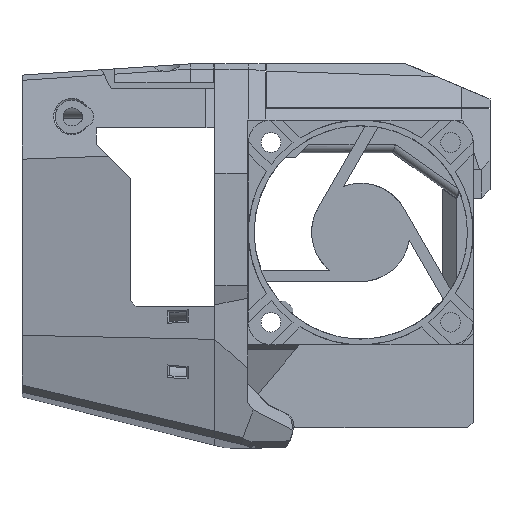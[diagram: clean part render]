
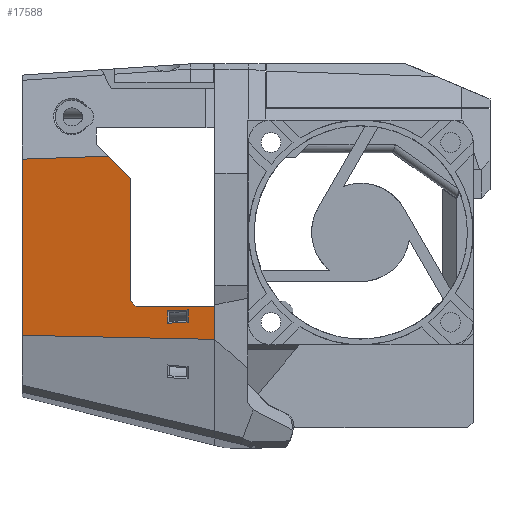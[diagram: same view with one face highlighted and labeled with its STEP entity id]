
A CAD part, left-side view. The second image highlights one B-rep face of the part: STEP entity #17588.
In plain terms, the highlighted planar face has unit normal (-0.984, 0.18, 0).
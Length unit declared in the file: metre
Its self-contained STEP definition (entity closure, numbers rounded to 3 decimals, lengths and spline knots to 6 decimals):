
#1390=LINE('',#28700,#3034);
#1401=LINE('',#28732,#3045);
#1402=LINE('',#28740,#3046);
#1403=LINE('',#28746,#3047);
#1404=LINE('',#28749,#3048);
#1405=LINE('',#28750,#3049);
#1406=LINE('',#28752,#3050);
#1407=LINE('',#28754,#3051);
#1408=LINE('',#28756,#3052);
#1409=LINE('',#28758,#3053);
#3034=VECTOR('',#22081,1.);
#3045=VECTOR('',#22096,1.);
#3046=VECTOR('',#22097,1.);
#3047=VECTOR('',#22098,1.);
#3048=VECTOR('',#22099,1.);
#3049=VECTOR('',#22100,1.);
#3050=VECTOR('',#22101,1.);
#3051=VECTOR('',#22102,1.);
#3052=VECTOR('',#22103,1.);
#3053=VECTOR('',#22104,1.);
#4096=PLANE('',#18937);
#4594=B_SPLINE_CURVE_WITH_KNOTS('',3,(#28735,#28736,#28737,#28738),
 .UNSPECIFIED.,.F.,.F.,(4,4),(0.,1.),.UNSPECIFIED.);
#4595=B_SPLINE_CURVE_WITH_KNOTS('',3,(#28742,#28743,#28744,#28745),
 .UNSPECIFIED.,.F.,.F.,(4,4),(0.,1.),.UNSPECIFIED.);
#7607=ORIENTED_EDGE('',*,*,#11410,.T.);
#7608=ORIENTED_EDGE('',*,*,#11411,.T.);
#7609=ORIENTED_EDGE('',*,*,#11412,.T.);
#7610=ORIENTED_EDGE('',*,*,#11413,.T.);
#7611=ORIENTED_EDGE('',*,*,#11414,.T.);
#7612=ORIENTED_EDGE('',*,*,#11415,.F.);
#7613=ORIENTED_EDGE('',*,*,#11397,.F.);
#7614=ORIENTED_EDGE('',*,*,#11416,.F.);
#7615=ORIENTED_EDGE('',*,*,#11417,.F.);
#7616=ORIENTED_EDGE('',*,*,#11418,.F.);
#7617=ORIENTED_EDGE('',*,*,#11419,.F.);
#7618=ORIENTED_EDGE('',*,*,#11420,.F.);
#11397=EDGE_CURVE('',#13520,#13521,#1390,.F.);
#11410=EDGE_CURVE('',#13532,#13533,#1401,.T.);
#11411=EDGE_CURVE('',#13533,#13534,#4594,.T.);
#11412=EDGE_CURVE('',#13534,#13535,#1402,.T.);
#11413=EDGE_CURVE('',#13535,#13532,#4595,.T.);
#11414=EDGE_CURVE('',#13536,#13537,#1403,.T.);
#11415=EDGE_CURVE('',#13521,#13537,#1404,.T.);
#11416=EDGE_CURVE('',#13538,#13520,#1405,.F.);
#11417=EDGE_CURVE('',#13539,#13538,#1406,.T.);
#11418=EDGE_CURVE('',#13540,#13539,#1407,.T.);
#11419=EDGE_CURVE('',#13541,#13540,#1408,.T.);
#11420=EDGE_CURVE('',#13536,#13541,#1409,.T.);
#13520=VERTEX_POINT('',#28699);
#13521=VERTEX_POINT('',#28701);
#13532=VERTEX_POINT('',#28733);
#13533=VERTEX_POINT('',#28734);
#13534=VERTEX_POINT('',#28739);
#13535=VERTEX_POINT('',#28741);
#13536=VERTEX_POINT('',#28747);
#13537=VERTEX_POINT('',#28748);
#13538=VERTEX_POINT('',#28751);
#13539=VERTEX_POINT('',#28753);
#13540=VERTEX_POINT('',#28755);
#13541=VERTEX_POINT('',#28757);
#15307=EDGE_LOOP('',(#7607,#7608,#7609,#7610));
#15308=EDGE_LOOP('',(#7611,#7612,#7613,#7614,#7615,#7616,#7617,#7618));
#16491=FACE_BOUND('',#15307,.T.);
#16492=FACE_BOUND('',#15308,.T.);
#17588=ADVANCED_FACE('',(#16491,#16492),#4096,.T.);
#18937=AXIS2_PLACEMENT_3D('',#28731,#22094,#22095);
#22081=DIRECTION('',(-0.18,-0.983,-0.021));
#22094=DIRECTION('',(-0.984,0.18,0.));
#22095=DIRECTION('',(0.,0.,1.));
#22096=DIRECTION('',(0.,0.,-1.));
#22097=DIRECTION('',(0.,0.,1.));
#22098=DIRECTION('',(0.18,0.983,-0.033));
#22099=DIRECTION('',(0.,0.,1.));
#22100=DIRECTION('',(0.,0.,1.));
#22101=DIRECTION('',(-0.18,-0.984,0.));
#22102=DIRECTION('',(-0.129,-0.701,-0.701));
#22103=DIRECTION('',(0.,0.,-1.));
#22104=DIRECTION('',(-0.129,-0.701,-0.701));
#28699=CARTESIAN_POINT('',(-0.021383,-0.033,-0.019538));
#28700=CARTESIAN_POINT('',(-0.021259,-0.032326,-0.019524));
#28701=CARTESIAN_POINT('',(-0.015096,0.001298,-0.018819));
#28731=CARTESIAN_POINT('',(-0.021383,-0.032999,0.01365));
#28732=CARTESIAN_POINT('',(-0.020513,-0.028253,0.01365));
#28733=CARTESIAN_POINT('',(-0.020513,-0.028253,-0.014303));
#28734=CARTESIAN_POINT('',(-0.020513,-0.028253,-0.01646));
#28735=CARTESIAN_POINT('',(-0.020513,-0.028253,-0.01646));
#28736=CARTESIAN_POINT('',(-0.020286,-0.027014,-0.016514));
#28737=CARTESIAN_POINT('',(-0.020065,-0.025808,-0.016587));
#28738=CARTESIAN_POINT('',(-0.01985,-0.024636,-0.016678));
#28739=CARTESIAN_POINT('',(-0.01985,-0.024636,-0.016678));
#28740=CARTESIAN_POINT('',(-0.01985,-0.024636,-0.014672));
#28741=CARTESIAN_POINT('',(-0.01985,-0.024636,-0.014444));
#28742=CARTESIAN_POINT('',(-0.01985,-0.024636,-0.014444));
#28743=CARTESIAN_POINT('',(-0.020068,-0.025828,-0.014385));
#28744=CARTESIAN_POINT('',(-0.020289,-0.027033,-0.014338));
#28745=CARTESIAN_POINT('',(-0.020513,-0.028253,-0.014303));
#28746=CARTESIAN_POINT('',(-0.02142,-0.033203,0.01371));
#28747=CARTESIAN_POINT('',(-0.017908,-0.014042,0.013058));
#28748=CARTESIAN_POINT('',(-0.015096,0.001298,0.012536));
#28749=CARTESIAN_POINT('',(-0.015096,0.001298,0.013279));
#28750=CARTESIAN_POINT('',(-0.021383,-0.032999,0.01365));
#28751=CARTESIAN_POINT('',(-0.021383,-0.033,-0.01365));
#28752=CARTESIAN_POINT('',(-0.021383,-0.032999,-0.01365));
#28753=CARTESIAN_POINT('',(-0.018817,-0.019,-0.01365));
#28754=CARTESIAN_POINT('',(-0.01766,-0.012691,-0.007341));
#28755=CARTESIAN_POINT('',(-0.018633,-0.018,-0.01265));
#28756=CARTESIAN_POINT('',(-0.018633,-0.018,0.));
#28757=CARTESIAN_POINT('',(-0.018633,-0.018,0.0091));
#28758=CARTESIAN_POINT('',(-0.017834,-0.013641,0.013459));
